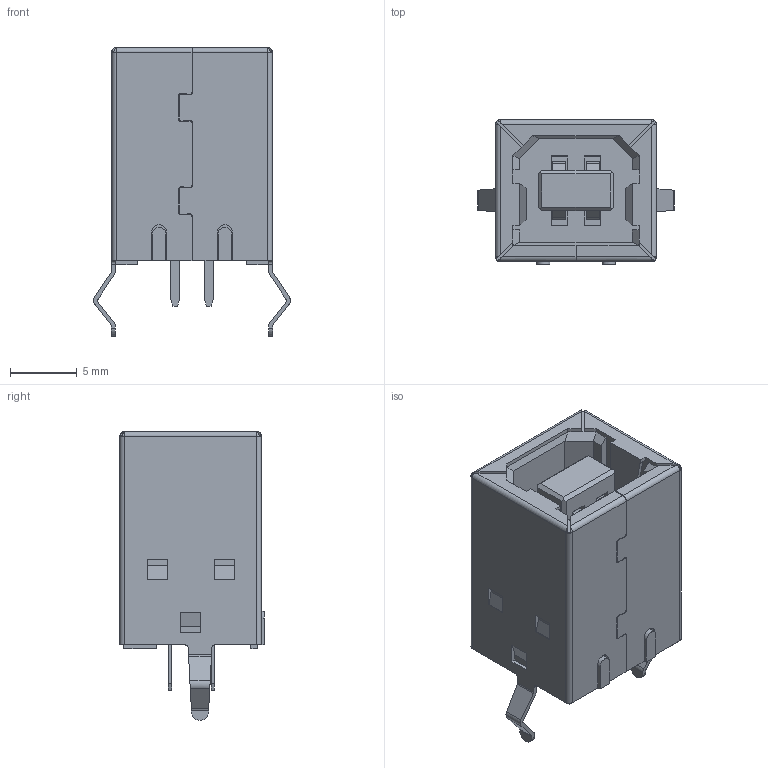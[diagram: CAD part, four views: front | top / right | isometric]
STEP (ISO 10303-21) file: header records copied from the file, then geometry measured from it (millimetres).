
FILE_DESCRIPTION((''),'2;1');
FILE_NAME('FUS273-F','2021-03-05T',('gongcheng6'),(''),'PRO/ENGINEER BY PARAMETRIC TECHNOLOGY CORPORATION, 2010280','PRO/ENGINEER BY PARAMETRIC TECHNOLOGY CORPORATION, 2010280','');
FILE_SCHEMA(('CONFIG_CONTROL_DESIGN'));
Length unit declared in the file: millimetre
Products named in the file (1): FUS273-F
Bounding box: 14.72 x 10.8 x 21.6 mm (x, y, z)
Volume: 1450.9 mm3; surface area: 1867.2 mm2
Topology: 1 solids, 1 shells, 356 faces, 994 edges, 650 vertices
Faces by surface type: plane 285, cylinder 67, sphere 4
Entity records: 11316 total; most frequent: CARTESIAN_POINT 2070, ORIENTED_EDGE 1988, DIRECTION 1796, EDGE_CURVE 994, VECTOR 840, LINE 840, VERTEX_POINT 650, AXIS2_PLACEMENT_3D 478
